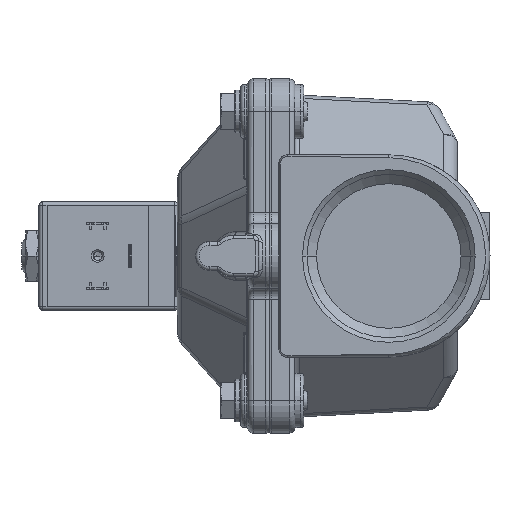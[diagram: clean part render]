
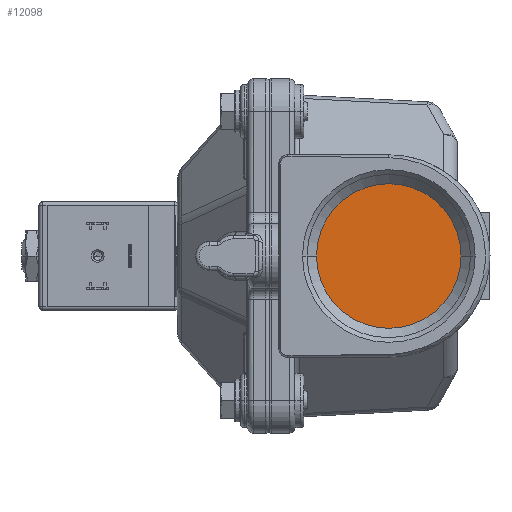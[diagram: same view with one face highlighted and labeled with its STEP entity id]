
A CAD part, left-side view. The second image highlights one B-rep face of the part: STEP entity #12098.
In plain terms, the highlighted planar face has unit normal (-1, 0, 0).
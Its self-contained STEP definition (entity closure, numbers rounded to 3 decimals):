
#4065=CARTESIAN_POINT('',(-45.1,-34.,0.));
#4066=DIRECTION('',(-1.,0.,0.));
#4067=DIRECTION('',(0.,-1.,0.));
#4068=AXIS2_PLACEMENT_3D('',#4065,#4066,#4067);
#4073=CARTESIAN_POINT('',(-45.1,-34.,0.));
#4074=DIRECTION('',(-1.,0.,0.));
#4075=DIRECTION('',(0.,1.,0.));
#4076=AXIS2_PLACEMENT_3D('',#4073,#4074,#4075);
#6464=CARTESIAN_POINT('',(-45.1,-14.,0.));
#6465=VERTEX_POINT('',#6464);
#6466=CARTESIAN_POINT('',(-45.1,-54.,0.));
#6467=VERTEX_POINT('',#6466);
#12089=CARTESIAN_POINT('',(-45.1,-34.,0.));
#12090=DIRECTION('',(1.,0.,0.));
#12091=DIRECTION('',(0.,1.,0.));
#12092=AXIS2_PLACEMENT_3D('',#12089,#12090,#12091);
#12093=PLANE('',#12092);
#12094=ORIENTED_EDGE('',*,*,#12077,.F.);
#12095=ORIENTED_EDGE('',*,*,#12054,.F.);
#12096=EDGE_LOOP('',(#12094,#12095));
#12097=FACE_OUTER_BOUND('',#12096,.F.);
#12098=ADVANCED_FACE('',(#12097),#12093,.F.);
#4069=CIRCLE('',#4068,20.);
#4077=CIRCLE('',#4076,20.);
#12054=EDGE_CURVE('',#6465,#6467,#4077,.T.);
#12077=EDGE_CURVE('',#6467,#6465,#4069,.T.);
